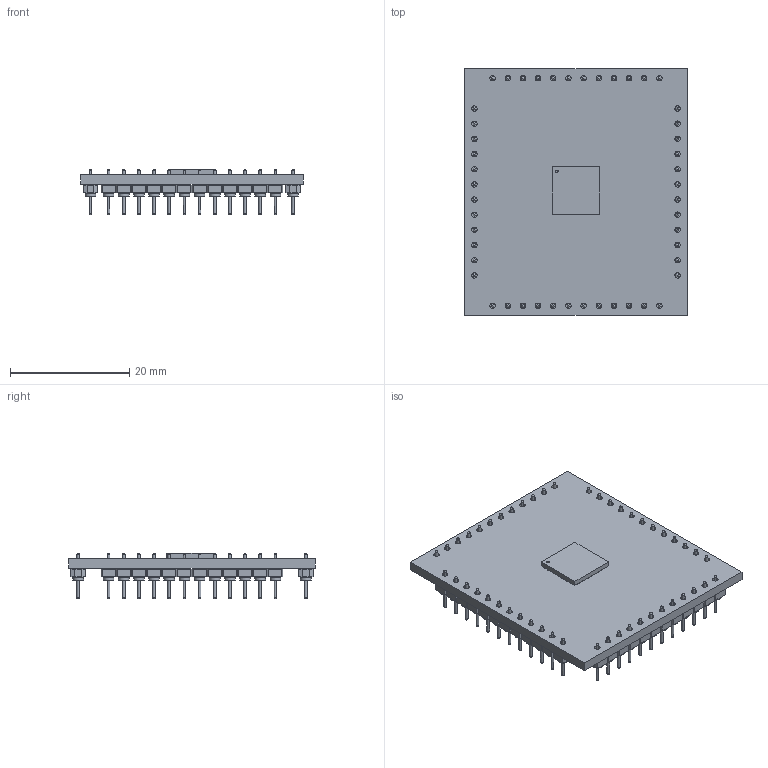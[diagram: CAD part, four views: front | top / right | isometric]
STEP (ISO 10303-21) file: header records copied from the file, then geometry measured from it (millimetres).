
FILE_DESCRIPTION(('KiCad electronic assembly'),'2;1');
FILE_NAME('TMC5160 TH.step','2022-07-24T14:04:05',('Pcbnew'),('Kicad'), 'Open CASCADE STEP processor 7.5','KiCad to STEP converter','Unknown' );
FILE_SCHEMA(('AUTOMOTIVE_DESIGN { 1 0 10303 214 1 1 1 1 }'));
Length unit declared in the file: millimetre
Products named in the file (8): TMC5160 TH 1; BBL-112-G-E; COMPOUND; TMC5160-WA; TMC5160 TH PCB
Assembly tree (9 placements, depth 3):
  TMC5160 TH 1
    BBL-112-G-E  x3
      COMPOUND
    BBL-112-G-E
      COMPOUND
    TMC5160-WA
      COMPOUND
    TMC5160 TH PCB
Bounding box: 37.29 x 41.35 x 7.7 mm (x, y, z)
Volume: 2933.1 mm3; surface area: 5867.7 mm2
Topology: 103 solids, 103 shells, 1135 faces, 2787 edges, 1810 vertices
Faces by surface type: bspline 1081, cylinder 48, plane 6
Full cylindrical faces by diameter (mm): 0.914 x48
Entity records: 56622 total; most frequent: CARTESIAN_POINT 30836, B_SPLINE_CURVE_WITH_KNOTS 4013, ORIENTED_EDGE 3342, PCURVE 3342, DEFINITIONAL_REPRESENTATION 3342, EDGE_CURVE 1671, SURFACE_CURVE 1454, VERTEX_POINT 1154
